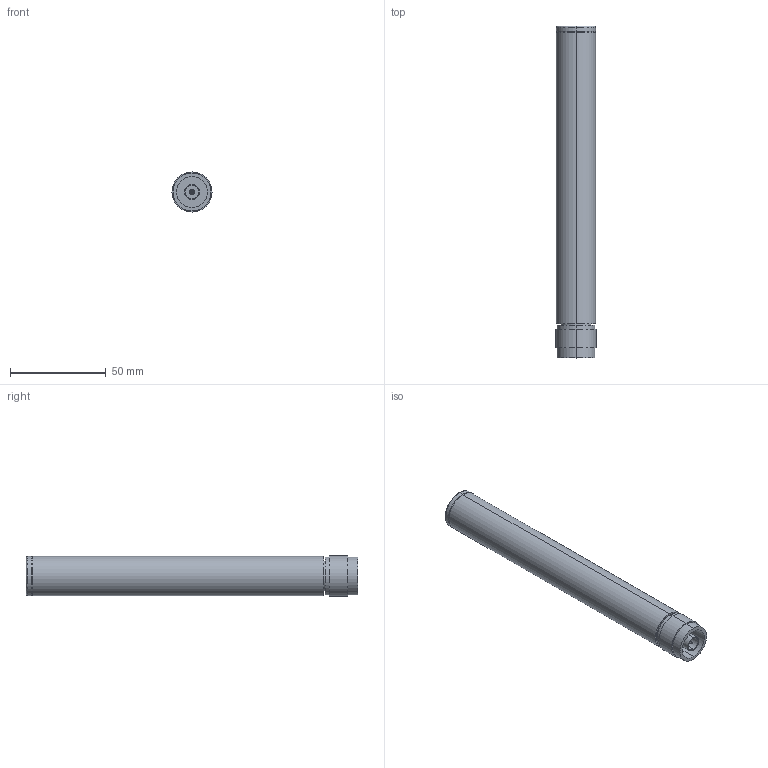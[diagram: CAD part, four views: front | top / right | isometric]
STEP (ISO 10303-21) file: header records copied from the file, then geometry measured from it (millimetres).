
FILE_DESCRIPTION (( 'STEP AP214' ), '1' );
FILE_NAME ('FMANOM1171_3D.step', '2025-02-13T21:55:32', ( '' ), ( '' ), 'SwSTEP 2.0', 'SolidWorks 2022', '' );
FILE_SCHEMA (( 'AUTOMOTIVE_DESIGN' ));
Length unit declared in the file: inch
Products named in the file (1): FMANOM1171_3D
Bounding box: 20.99 x 173.36 x 20.99 mm (x, y, z)
Volume: 17399.8 mm3; surface area: 26065 mm2
Topology: 5 solids, 5 shells, 111 faces, 247 edges, 160 vertices
Faces by surface type: cylinder 65, plane 29, cone 6, torus 6, bspline 5
Entity records: 5180 total; most frequent: CARTESIAN_POINT 2646, DIRECTION 530, ORIENTED_EDGE 494, EDGE_CURVE 247, AXIS2_PLACEMENT_3D 226, VERTEX_POINT 160, EDGE_LOOP 133, CIRCLE 119
